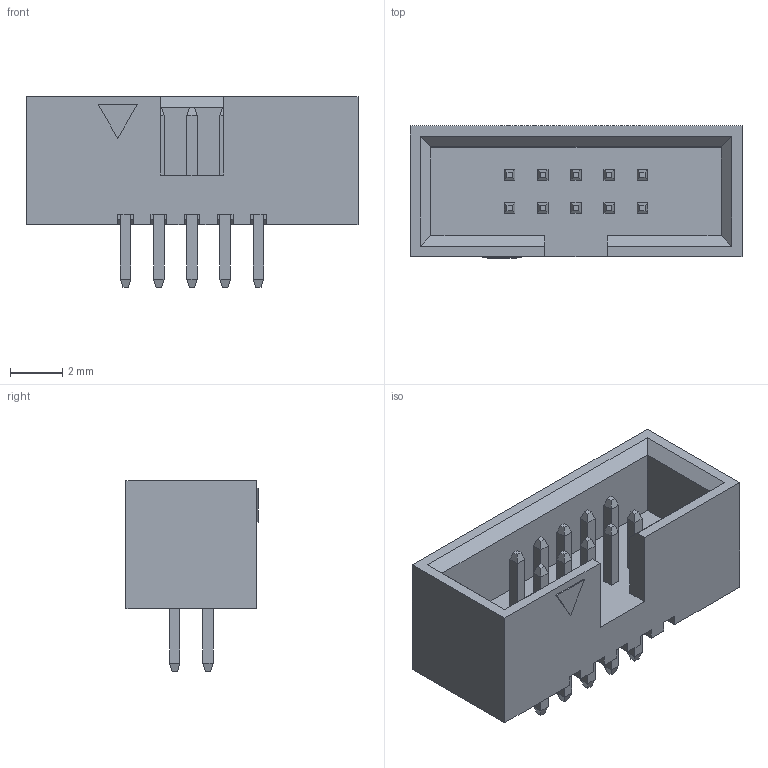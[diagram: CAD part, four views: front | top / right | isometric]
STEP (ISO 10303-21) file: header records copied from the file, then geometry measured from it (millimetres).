
FILE_DESCRIPTION(/* description */ ('Unknown'),/* implementation_level */ '2;1');
FILE_NAME(/* name */ '62701021621',/* time_stamp */ '2020-05-28T16:29:26+02:00',/* author */ ('Unknown'),/* organization */ ('Unknown'),/* preprocessor_version */ 'ST-DEVELOPER v16.7',/* originating_system */ 'DEX',/* authorisation */ $);
FILE_SCHEMA (('AUTOMOTIVE_DESIGN {1 0 10303 214 3 1 1}'));
Length unit declared in the file: millimetre
Products named in the file (3): 6270xx21621; 62701020621; 6270xx21621_Pin
Assembly tree (11 placements, depth 2):
  6270xx21621
    62701020621
    6270xx21621_Pin  x10
Bounding box: 12.7 x 5.05 x 7.3 mm (x, y, z)
Volume: 192.9 mm3; surface area: 517.8 mm2
Topology: 11 solids, 11 shells, 273 faces, 676 edges, 416 vertices
Faces by surface type: plane 273
Entity records: 4870 total; most frequent: CARTESIAN_POINT 855, ORIENTED_EDGE 848, DIRECTION 742, EDGE_CURVE 424, LINE 424, VECTOR 424, VERTEX_POINT 272, AXIS2_PLACEMENT_3D 159
